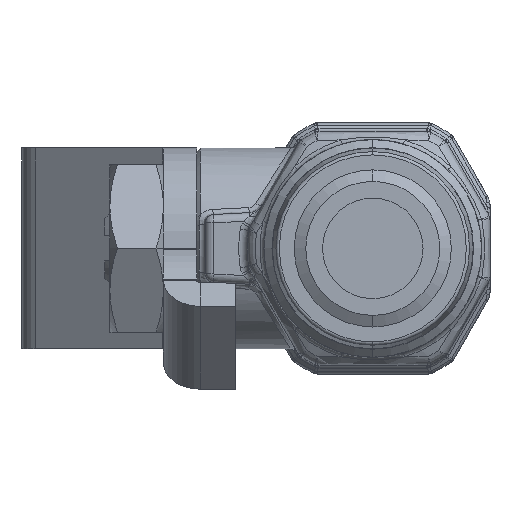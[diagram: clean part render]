
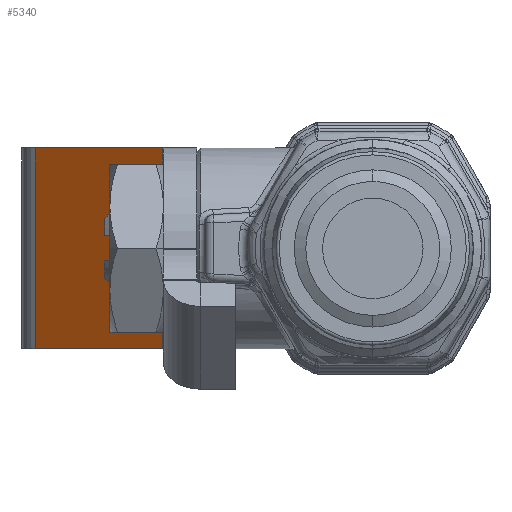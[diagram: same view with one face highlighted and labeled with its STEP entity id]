
A CAD part, left-side view. The second image highlights one B-rep face of the part: STEP entity #5340.
In plain terms, the highlighted planar face has unit normal (-0.766, 0.643, 0).
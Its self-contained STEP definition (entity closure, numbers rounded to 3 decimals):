
#190 = ORIENTED_EDGE ( 'NONE', *, *, #7901, .F. ) ;
#298 = PLANE ( 'NONE',  #2562 ) ;
#645 = VERTEX_POINT ( 'NONE', #7275 ) ;
#1184 = VECTOR ( 'NONE', #3957, 1000. ) ;
#1236 = LINE ( 'NONE', #8717, #10993 ) ;
#1579 = CARTESIAN_POINT ( 'NONE',  ( 8.801, 7.141, 0. ) ) ;
#1818 = EDGE_LOOP ( 'NONE', ( #190, #7604, #4600, #9421 ) ) ;
#1980 = CARTESIAN_POINT ( 'NONE',  ( 13.358, 12.571, 6. ) ) ;
#2234 = DIRECTION ( 'NONE',  ( 0., 0., 1. ) ) ;
#2562 = AXIS2_PLACEMENT_3D ( 'NONE', #1579, #10485, #2873 ) ;
#2700 = CARTESIAN_POINT ( 'NONE',  ( 13.358, 12.571, 6. ) ) ;
#2796 = LINE ( 'NONE', #2700, #1184 ) ;
#2873 = DIRECTION ( 'NONE',  ( 0.643, 0.766, 0. ) ) ;
#3225 = VECTOR ( 'NONE', #5957, 1000. ) ;
#3957 = DIRECTION ( 'NONE',  ( 0., 0., -1. ) ) ;
#4600 = ORIENTED_EDGE ( 'NONE', *, *, #15486, .F. ) ;
#5140 = EDGE_CURVE ( 'Defeature completata1_385+Defeature completata1_382+Defeature completata1_383+Defeature completata1_384', #15375, #645, #1236, .T. ) ;
#5340 = ADVANCED_FACE ( 'Defeature completata1_382', ( #14525 ), #298, .T. ) ;
#5957 = DIRECTION ( 'NONE',  ( 0.643, 0.766, 0. ) ) ;
#7084 = CARTESIAN_POINT ( 'NONE',  ( 13.298, 12.5, 6. ) ) ;
#7275 = CARTESIAN_POINT ( 'NONE',  ( 19.726, 20.16, 6. ) ) ;
#7416 = VERTEX_POINT ( 'NONE', #1980 ) ;
#7604 = ORIENTED_EDGE ( 'NONE', *, *, #10331, .F. ) ;
#7901 = EDGE_CURVE ( 'Defeature completata1_379+Defeature completata1_382+Defeature completata1_376+Defeature completata1_383', #14884, #15375, #12126, .T. ) ;
#8374 = DIRECTION ( 'NONE',  ( -0.643, -0.766, 0. ) ) ;
#8377 = CARTESIAN_POINT ( 'NONE',  ( 13.358, 12.571, -6. ) ) ;
#8717 = CARTESIAN_POINT ( 'NONE',  ( 19.726, 20.16, 6. ) ) ;
#9421 = ORIENTED_EDGE ( 'NONE', *, *, #5140, .F. ) ;
#9686 = LINE ( 'NONE', #7084, #12618 ) ;
#10331 = EDGE_CURVE ( 'Defeature completata1_378+Defeature completata1_382+Defeature completata1_375+Defeature completata1_376', #7416, #14884, #2796, .T. ) ;
#10485 = DIRECTION ( 'NONE',  ( -0.766, 0.643, 0. ) ) ;
#10993 = VECTOR ( 'NONE', #2234, 1000. ) ;
#12126 = LINE ( 'NONE', #16229, #3225 ) ;
#12410 = CARTESIAN_POINT ( 'NONE',  ( 19.726, 20.16, -6. ) ) ;
#12618 = VECTOR ( 'NONE', #8374, 1000. ) ;
#14525 = FACE_OUTER_BOUND ( 'NONE', #1818, .T. ) ;
#14884 = VERTEX_POINT ( 'NONE', #8377 ) ;
#15375 = VERTEX_POINT ( 'NONE', #12410 ) ;
#15486 = EDGE_CURVE ( 'Defeature completata1_380+Defeature completata1_382+Defeature completata1_384+Defeature completata1_375', #645, #7416, #9686, .T. ) ;
#16229 = CARTESIAN_POINT ( 'NONE',  ( 19.726, 20.16, -6. ) ) ;
